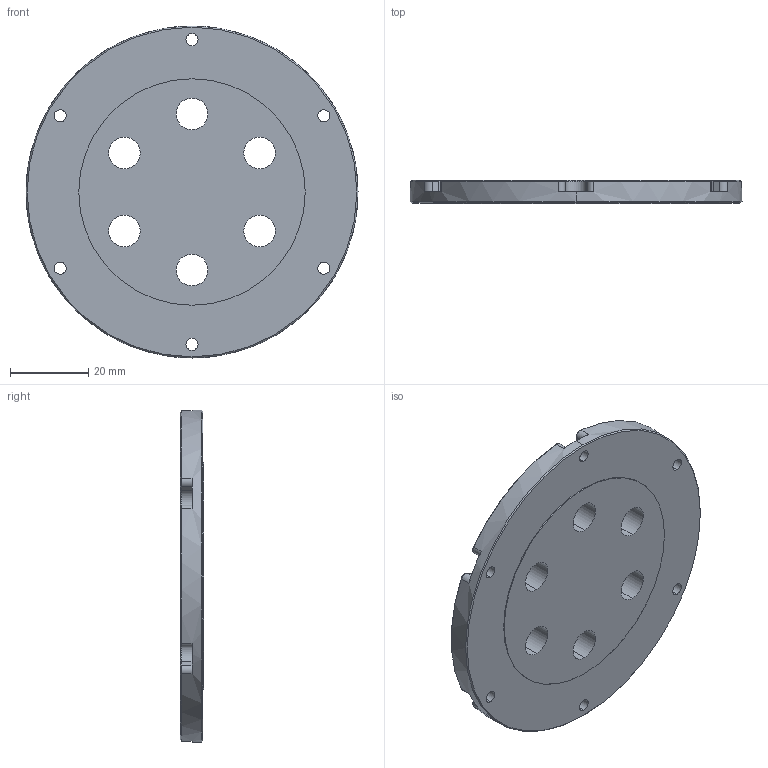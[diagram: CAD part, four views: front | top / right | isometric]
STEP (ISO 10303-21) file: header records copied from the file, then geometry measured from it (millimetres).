
FILE_DESCRIPTION (( 'STEP AP203' ), '1' );
FILE_NAME ('85CG01-6.STEP', '2023-12-01T04:49:50', ( '' ), ( '' ), 'SwSTEP 2.0', 'SolidWorks 2022', '' );
FILE_SCHEMA (( 'CONFIG_CONTROL_DESIGN' ));
Length unit declared in the file: millimetre
Products named in the file (1): 85CG01-6
Bounding box: 85 x 6 x 85 mm (x, y, z)
Volume: 30839.6 mm3; surface area: 13354 mm2
Topology: 1 solids, 1 shells, 119 faces, 303 edges, 187 vertices
Faces by surface type: cylinder 53, cone 33, plane 33
Entity records: 3733 total; most frequent: DIRECTION 694, CARTESIAN_POINT 610, ORIENTED_EDGE 606, EDGE_CURVE 303, AXIS2_PLACEMENT_3D 271, VERTEX_POINT 187, LINE 152, VECTOR 152
